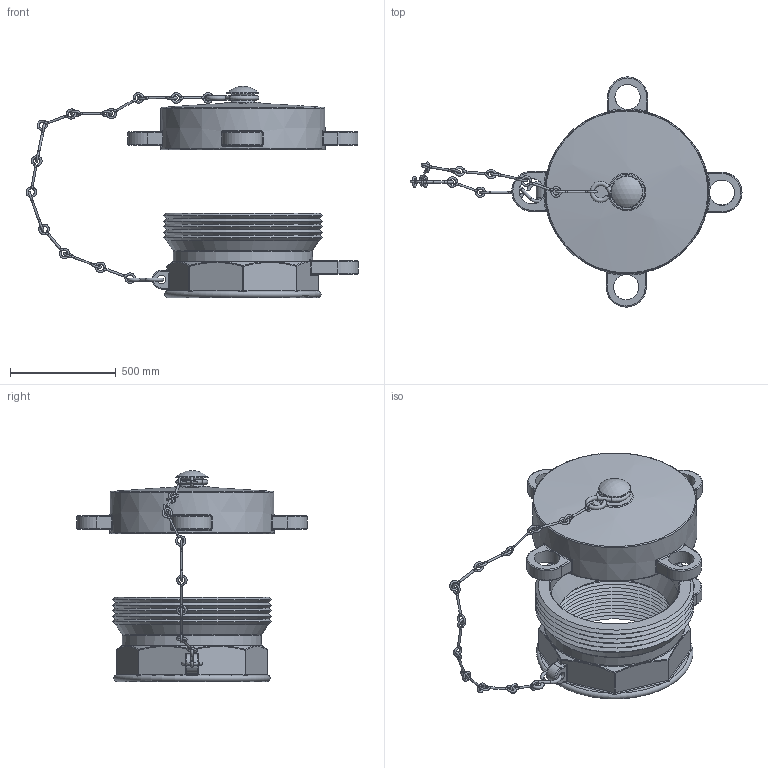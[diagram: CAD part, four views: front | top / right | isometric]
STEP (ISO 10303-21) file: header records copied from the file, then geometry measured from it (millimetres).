
FILE_DESCRIPTION(/* description */ (''),/* implementation_level */ '2;1');
FILE_NAME(/* name */ '09831.000X_3D.stp',/* time_stamp */ '2024-12-11T14:21:32+01:00',/* author */ ('CAD'),/* organization */ (''),/* preprocessor_version */ 'ST-DEVELOPER v20',/* originating_system */ 'AutoCAD Mechanical',/* authorisation */ '');
FILE_SCHEMA (('AUTOMOTIVE_DESIGN { 1 0 10303 214 3 1 1 }'));
Length unit declared in the file: centimetre
Products named in the file (2): Product; *S0
Assembly tree (1 placements, depth 2):
  Product
    *S0
Bounding box: 1571.8 x 1089.97 x 999.38 mm (x, y, z)
Volume: 84158299.7 mm3; surface area: 5996532 mm2
Topology: 16 solids, 16 shells, 407 faces, 902 edges, 523 vertices
Faces by surface type: torus 94, cylinder 83, plane 83, bspline 78, cone 51, sphere 18
Full cylindrical faces by diameter (mm): 10 x11, 15 x1, 20 x1, 40 x1, 100 x1, 120 x5, 600 x1, 610 x1, 660 x1, 730 x2, 760 x1
Entity records: 13702 total; most frequent: CARTESIAN_POINT 4824, DIRECTION 1950, ORIENTED_EDGE 1788, EDGE_CURVE 894, AXIS2_PLACEMENT_3D 878, VERTEX_POINT 523, CIRCLE 522, EDGE_LOOP 425
